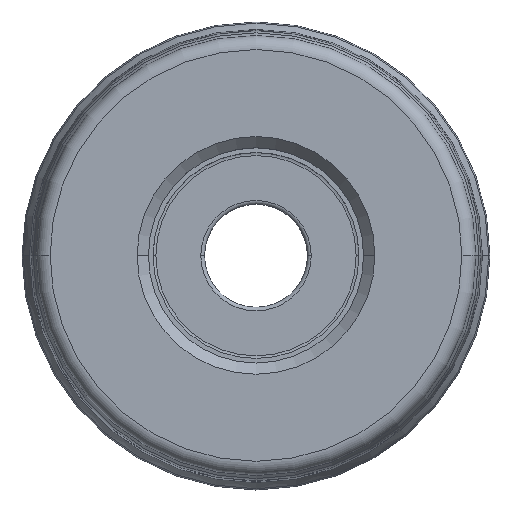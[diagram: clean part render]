
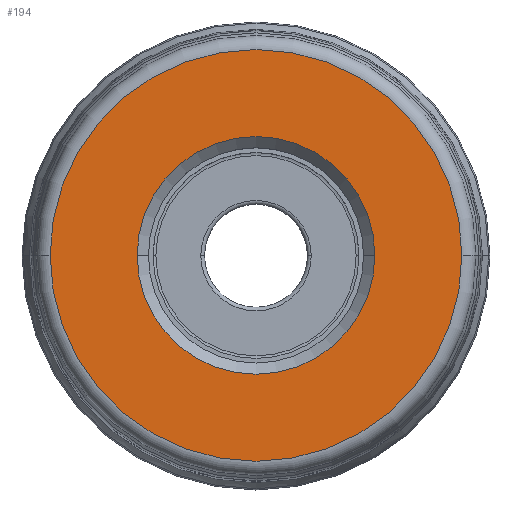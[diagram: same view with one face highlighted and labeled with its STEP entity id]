
A CAD part, top view. The second image highlights one B-rep face of the part: STEP entity #194.
In plain terms, the highlighted planar face has unit normal (0, 0, 1).
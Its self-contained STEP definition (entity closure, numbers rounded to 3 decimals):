
#65=PLANE('',#1729);
#75=FACE_BOUND('',#404,.T.);
#76=FACE_BOUND('',#405,.T.);
#194=ADVANCED_FACE('',(#75,#76),#65,.T.);
#404=EDGE_LOOP('',(#687,#688));
#405=EDGE_LOOP('',(#689,#690,#691));
#687=ORIENTED_EDGE('',*,*,#1073,.F.);
#688=ORIENTED_EDGE('',*,*,#1074,.F.);
#689=ORIENTED_EDGE('',*,*,#1075,.F.);
#690=ORIENTED_EDGE('',*,*,#1076,.F.);
#691=ORIENTED_EDGE('',*,*,#1077,.F.);
#905=VERTEX_POINT('',#4327);
#906=VERTEX_POINT('',#4329);
#907=VERTEX_POINT('',#4334);
#908=VERTEX_POINT('',#4335);
#909=VERTEX_POINT('',#4337);
#1073=EDGE_CURVE('',#906,#905,#1279,.T.);
#1074=EDGE_CURVE('',#905,#906,#1280,.T.);
#1075=EDGE_CURVE('',#907,#908,#1281,.T.);
#1076=EDGE_CURVE('',#909,#907,#1282,.T.);
#1077=EDGE_CURVE('',#908,#909,#1283,.T.);
#1279=CIRCLE('',#1723,22.);
#1280=CIRCLE('',#1725,22.);
#1281=CIRCLE('',#1726,12.7);
#1282=CIRCLE('',#1727,12.7);
#1283=CIRCLE('',#1728,12.7);
#1723=AXIS2_PLACEMENT_3D('',#4330,#2157,#2158);
#1725=AXIS2_PLACEMENT_3D('',#4332,#2161,#2162);
#1726=AXIS2_PLACEMENT_3D('',#4333,#2163,#2164);
#1727=AXIS2_PLACEMENT_3D('',#4336,#2165,#2166);
#1728=AXIS2_PLACEMENT_3D('',#4338,#2167,#2168);
#1729=AXIS2_PLACEMENT_3D('',#4339,#2169,#2170);
#2157=DIRECTION('',(0.,0.,-1.));
#2158=DIRECTION('',(-1.,0.,0.));
#2161=DIRECTION('',(0.,0.,-1.));
#2162=DIRECTION('',(1.,0.,0.));
#2163=DIRECTION('',(0.,0.,1.));
#2164=DIRECTION('',(1.,0.,0.));
#2165=DIRECTION('',(0.,0.,1.));
#2166=DIRECTION('',(0.,-1.,0.));
#2167=DIRECTION('',(0.,0.,1.));
#2168=DIRECTION('',(-1.,0.,0.));
#2169=DIRECTION('',(0.,0.,1.));
#2170=DIRECTION('',(1.,0.,0.));
#4327=CARTESIAN_POINT('',(22.,0.,0.));
#4329=CARTESIAN_POINT('',(-22.,0.,0.));
#4330=CARTESIAN_POINT('',(0.,0.,0.));
#4332=CARTESIAN_POINT('',(0.,0.,0.));
#4333=CARTESIAN_POINT('',(0.,0.,0.));
#4334=CARTESIAN_POINT('',(12.7,0.,0.));
#4335=CARTESIAN_POINT('',(-12.7,0.,0.));
#4336=CARTESIAN_POINT('',(0.,0.,0.));
#4337=CARTESIAN_POINT('',(0.,-12.7,0.));
#4338=CARTESIAN_POINT('',(0.,0.,0.));
#4339=CARTESIAN_POINT('',(0.,0.,0.));
